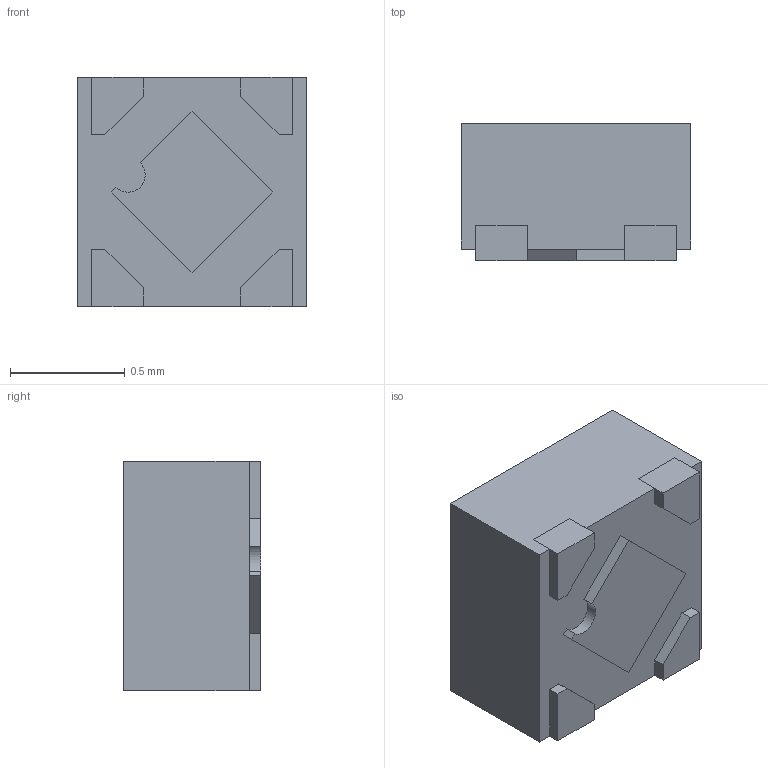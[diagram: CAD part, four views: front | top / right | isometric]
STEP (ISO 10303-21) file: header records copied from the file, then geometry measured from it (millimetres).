
FILE_DESCRIPTION (( 'STEP AP214' ), '1' );
FILE_NAME ('MIC5317-3.3YMT-TZ.STEP', '2022-08-06T11:50:15', ( '' ), ( '' ), 'SwSTEP 2.0', 'SolidWorks 2017', '' );
FILE_SCHEMA (( 'AUTOMOTIVE_DESIGN' ));
Length unit declared in the file: millimetre
Products named in the file (1): MIC5317-3.3YMT-TZ
Bounding box: 1 x 0.6 x 1 mm (x, y, z)
Volume: 0.6 mm3; surface area: 6.3 mm2
Topology: 7 solids, 7 shells, 74 faces, 174 edges, 116 vertices
Faces by surface type: plane 70, cylinder 4
Full cylindrical faces by diameter (mm): 0.1 x2
Entity records: 2164 total; most frequent: CARTESIAN_POINT 363, ORIENTED_EDGE 344, DIRECTION 330, EDGE_CURVE 172, VECTOR 164, LINE 164, VERTEX_POINT 116, AXIS2_PLACEMENT_3D 83
